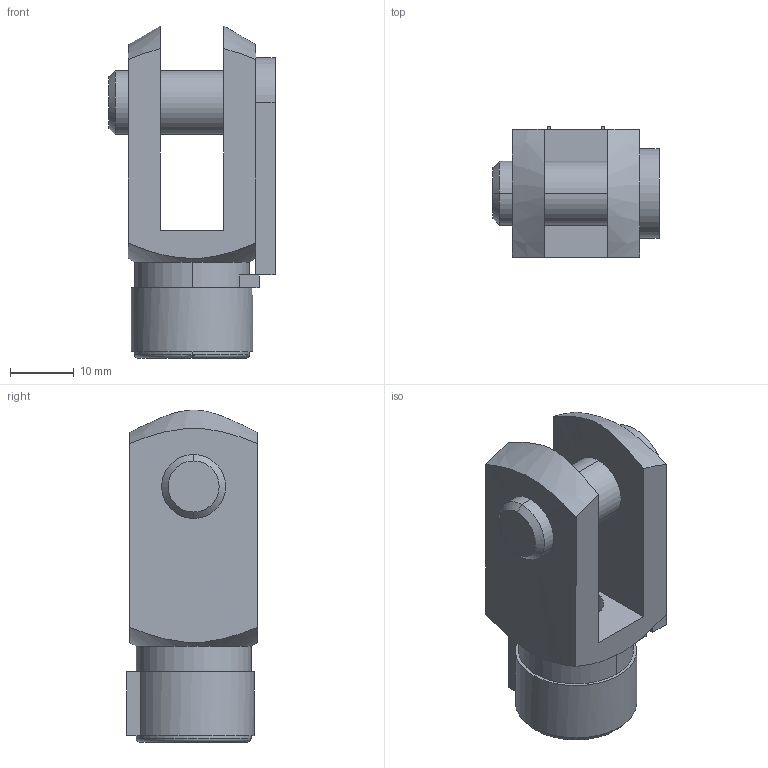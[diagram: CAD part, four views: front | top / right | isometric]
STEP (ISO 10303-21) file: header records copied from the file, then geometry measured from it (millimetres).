
FILE_DESCRIPTION(/* description */ ('VariCAD 2016-1.06 AP-214'),/* implementation_level */ '2;1');
FILE_NAME(/* name */ 'gak_25-32.stp',/* time_stamp */ '2016-06-16T10:46:14+02:00',/* author */ (''),/* organization */ (''),/* preprocessor_version */ 'ST-DEVELOPER v14',/* originating_system */ 'VariCAD 2016-1.06; kernel version (20130303)',/* authorisation */ '');
FILE_SCHEMA (('AUTOMOTIVE_DESIGN'));
Length unit declared in the file: millimetre
Products named in the file (3): gak_25-32; gak_25-32_gabelkopf; gak_25-32_bolzen
Assembly tree (2 placements, depth 2):
  gak_25-32
    gak_25-32_gabelkopf
    gak_25-32_bolzen
Bounding box: 26 x 20.5 x 51.98 mm (x, y, z)
Volume: 12022.8 mm3; surface area: 8542 mm2
Topology: 2 solids, 2 shells, 55 faces, 140 edges, 90 vertices
Faces by surface type: plane 31, cylinder 14, cone 8, torus 2
Entity records: 1845 total; most frequent: CARTESIAN_POINT 406, DIRECTION 292, ORIENTED_EDGE 280, EDGE_CURVE 140, AXIS2_PLACEMENT_3D 104, VERTEX_POINT 90, LINE 84, VECTOR 84
